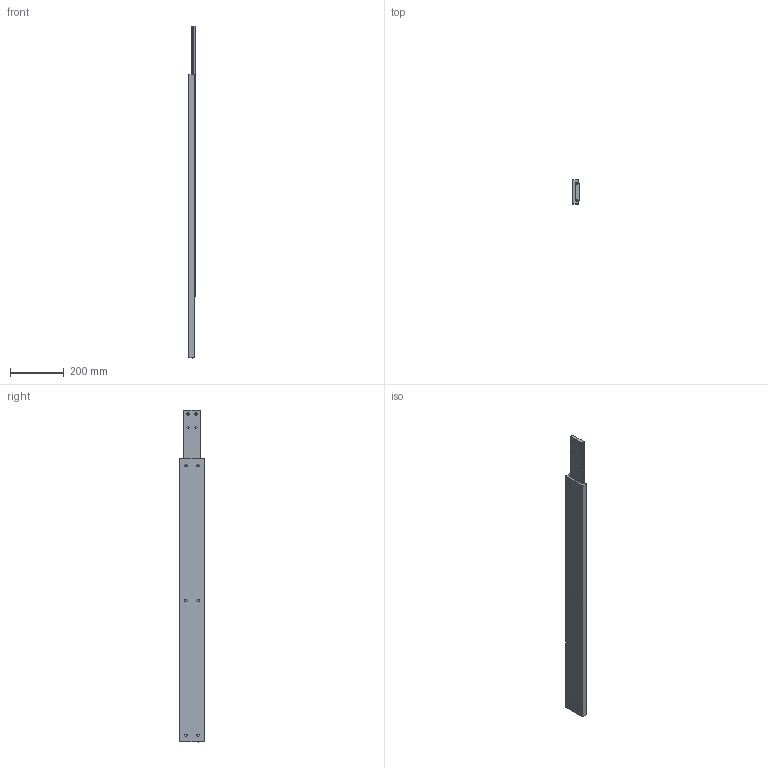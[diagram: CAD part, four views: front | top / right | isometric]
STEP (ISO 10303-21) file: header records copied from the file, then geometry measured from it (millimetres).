
FILE_DESCRIPTION (( 'STEP AP214' ), '1' );
FILE_NAME ('ows90-1050.STEP', '2021-11-18T08:47:23', ( '' ), ( '' ), 'SwSTEP 2.0', 'SolidWorks 2020', '' );
FILE_SCHEMA (( 'AUTOMOTIVE_DESIGN' ));
Length unit declared in the file: millimetre
Products named in the file (3): zensko90_1050; ows90-1050; masko90_1050
Assembly tree (2 placements, depth 2):
  ows90-1050
    masko90_1050
    zensko90_1050
Bounding box: 23 x 90 x 1231.65 mm (x, y, z)
Volume: 1703965.7 mm3; surface area: 413278 mm2
Topology: 2 solids, 2 shells, 96 faces, 250 edges, 160 vertices
Faces by surface type: cylinder 44, plane 36, cone 12, torus 4
Entity records: 3144 total; most frequent: DIRECTION 560, CARTESIAN_POINT 511, ORIENTED_EDGE 500, EDGE_CURVE 250, AXIS2_PLACEMENT_3D 209, VERTEX_POINT 160, VECTOR 142, LINE 142
